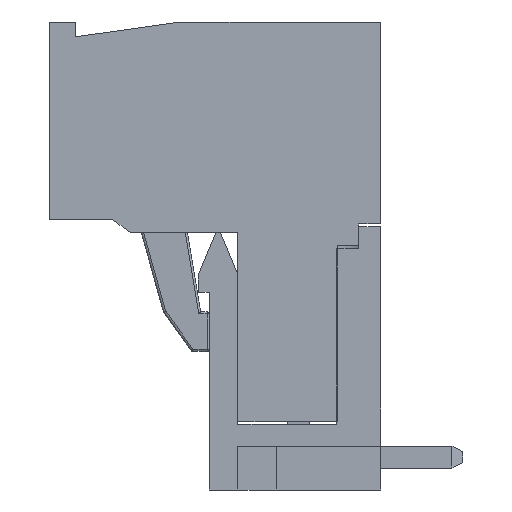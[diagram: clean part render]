
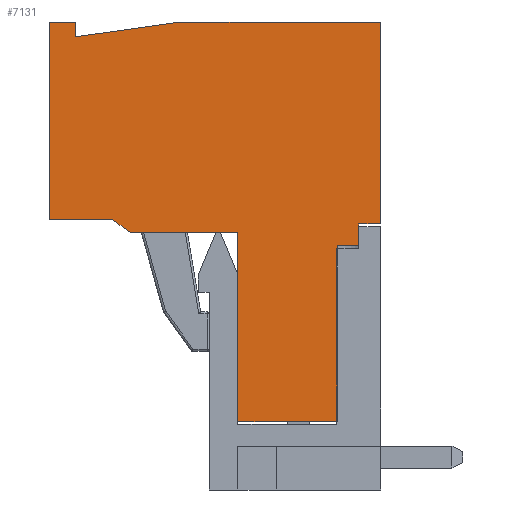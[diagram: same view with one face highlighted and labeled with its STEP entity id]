
A CAD part, left-side view. The second image highlights one B-rep face of the part: STEP entity #7131.
In plain terms, the highlighted face is planar.
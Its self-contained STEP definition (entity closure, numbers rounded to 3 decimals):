
#305=PLANE('',#7762);
#683=FACE_OUTER_BOUND('',#1083,.T.);
#1083=EDGE_LOOP('',(#5972,#5973,#5974,#5975,#5976,#5977,#5978,#5979,#5980,
#5981,#5982,#5983,#5984,#5985,#5986));
#1515=LINE('',#10776,#2366);
#1584=LINE('',#10933,#2435);
#1587=LINE('',#10940,#2438);
#1601=LINE('',#10968,#2452);
#1691=LINE('',#11206,#2542);
#1715=LINE('',#11254,#2566);
#1731=LINE('',#11282,#2582);
#1732=LINE('',#11285,#2583);
#1733=LINE('',#11287,#2584);
#1734=LINE('',#11289,#2585);
#1735=LINE('',#11290,#2586);
#1736=LINE('',#11292,#2587);
#1737=LINE('',#11293,#2588);
#1738=LINE('',#11295,#2589);
#1739=LINE('',#11296,#2590);
#2366=VECTOR('',#8724,1000.);
#2435=VECTOR('',#8833,1000.);
#2438=VECTOR('',#8838,1000.);
#2452=VECTOR('',#8854,1000.);
#2542=VECTOR('',#9112,1000.);
#2566=VECTOR('',#9152,1000.);
#2582=VECTOR('',#9174,1000.);
#2583=VECTOR('',#9177,1000.);
#2584=VECTOR('',#9178,1000.);
#2585=VECTOR('',#9179,1000.);
#2586=VECTOR('',#9180,1000.);
#2587=VECTOR('',#9181,1000.);
#2588=VECTOR('',#9182,1000.);
#2589=VECTOR('',#9183,1000.);
#2590=VECTOR('',#9184,1000.);
#3363=VERTEX_POINT('',#10770);
#3365=VERTEX_POINT('',#10774);
#3433=VERTEX_POINT('',#10931);
#3435=VERTEX_POINT('',#10937);
#3436=VERTEX_POINT('',#10939);
#3447=VERTEX_POINT('',#10962);
#3449=VERTEX_POINT('',#10966);
#3513=VERTEX_POINT('',#11204);
#3528=VERTEX_POINT('',#11251);
#3529=VERTEX_POINT('',#11253);
#3539=VERTEX_POINT('',#11284);
#3540=VERTEX_POINT('',#11286);
#3541=VERTEX_POINT('',#11288);
#3542=VERTEX_POINT('',#11291);
#3543=VERTEX_POINT('',#11294);
#4152=EDGE_CURVE('',#3363,#3365,#1515,.T.);
#4229=EDGE_CURVE('',#3365,#3433,#1584,.T.);
#4232=EDGE_CURVE('',#3436,#3435,#1587,.T.);
#4246=EDGE_CURVE('',#3447,#3449,#1601,.T.);
#4365=EDGE_CURVE('',#3433,#3513,#1691,.T.);
#4390=EDGE_CURVE('',#3529,#3528,#1715,.T.);
#4406=EDGE_CURVE('',#3528,#3436,#1731,.T.);
#4407=EDGE_CURVE('',#3539,#3513,#1732,.T.);
#4408=EDGE_CURVE('',#3540,#3539,#1733,.T.);
#4409=EDGE_CURVE('',#3540,#3541,#1734,.T.);
#4410=EDGE_CURVE('',#3541,#3447,#1735,.T.);
#4411=EDGE_CURVE('',#3449,#3542,#1736,.T.);
#4412=EDGE_CURVE('',#3542,#3529,#1737,.T.);
#4413=EDGE_CURVE('',#3435,#3543,#1738,.T.);
#4414=EDGE_CURVE('',#3543,#3363,#1739,.T.);
#5972=ORIENTED_EDGE('',*,*,#4407,.F.);
#5973=ORIENTED_EDGE('',*,*,#4408,.F.);
#5974=ORIENTED_EDGE('',*,*,#4409,.T.);
#5975=ORIENTED_EDGE('',*,*,#4410,.T.);
#5976=ORIENTED_EDGE('',*,*,#4246,.T.);
#5977=ORIENTED_EDGE('',*,*,#4411,.T.);
#5978=ORIENTED_EDGE('',*,*,#4412,.T.);
#5979=ORIENTED_EDGE('',*,*,#4390,.T.);
#5980=ORIENTED_EDGE('',*,*,#4406,.T.);
#5981=ORIENTED_EDGE('',*,*,#4232,.T.);
#5982=ORIENTED_EDGE('',*,*,#4413,.T.);
#5983=ORIENTED_EDGE('',*,*,#4414,.T.);
#5984=ORIENTED_EDGE('',*,*,#4152,.T.);
#5985=ORIENTED_EDGE('',*,*,#4229,.T.);
#5986=ORIENTED_EDGE('',*,*,#4365,.T.);
#7131=ADVANCED_FACE('',(#683),#305,.T.);
#7762=AXIS2_PLACEMENT_3D('',#11283,#9175,#9176);
#8724=DIRECTION('',(0.,0.,-1.));
#8833=DIRECTION('',(0.,-1.,0.));
#8838=DIRECTION('',(0.,-1.,0.));
#8854=DIRECTION('',(0.,1.,0.));
#9112=DIRECTION('',(0.,0.,-1.));
#9152=DIRECTION('',(0.,1.,0.));
#9174=DIRECTION('',(0.,0.,1.));
#9175=DIRECTION('center_axis',(1.,0.,0.));
#9176=DIRECTION('ref_axis',(0.,1.,0.));
#9177=DIRECTION('',(0.,-1.,0.));
#9178=DIRECTION('',(0.,0.,1.));
#9179=DIRECTION('',(0.,1.,0.));
#9180=DIRECTION('',(0.,0.,-1.));
#9181=DIRECTION('',(0.,0.,1.));
#9182=DIRECTION('',(0.,-0.139,0.99));
#9183=DIRECTION('',(0.,0.,-1.));
#9184=DIRECTION('',(0.,-0.6,-0.8));
#10770=CARTESIAN_POINT('',(5.,0.,8.15));
#10774=CARTESIAN_POINT('',(5.,0.,3.25));
#10776=CARTESIAN_POINT('',(5.,0.,11.85));
#10931=CARTESIAN_POINT('',(5.,-8.6,3.25));
#10933=CARTESIAN_POINT('',(5.,0.,3.25));
#10937=CARTESIAN_POINT('',(5.,0.6,11.85));
#10939=CARTESIAN_POINT('',(5.,9.6,11.85));
#10940=CARTESIAN_POINT('',(5.,9.6,11.85));
#10962=CARTESIAN_POINT('',(5.,0.4,-3.25));
#10966=CARTESIAN_POINT('',(5.,9.6,-3.25));
#10968=CARTESIAN_POINT('',(5.,-8.6,-3.25));
#11204=CARTESIAN_POINT('',(5.,-8.6,-1.29));
#11206=CARTESIAN_POINT('',(5.,-8.6,3.25));
#11251=CARTESIAN_POINT('',(5.,9.6,10.65));
#11253=CARTESIAN_POINT('',(5.,8.925,10.65));
#11254=CARTESIAN_POINT('',(5.,8.925,10.65));
#11282=CARTESIAN_POINT('',(5.,9.6,-3.25));
#11283=CARTESIAN_POINT('Origin',(5.,0.,0.));
#11284=CARTESIAN_POINT('',(5.,-0.6,-1.29));
#11285=CARTESIAN_POINT('',(5.,-0.6,-1.29));
#11286=CARTESIAN_POINT('',(5.,-0.6,-2.25));
#11287=CARTESIAN_POINT('',(5.,-0.6,-2.25));
#11288=CARTESIAN_POINT('',(5.,0.4,-2.25));
#11289=CARTESIAN_POINT('',(5.,-8.6,-2.25));
#11290=CARTESIAN_POINT('',(5.,0.4,-2.25));
#11291=CARTESIAN_POINT('',(5.,9.6,5.85));
#11292=CARTESIAN_POINT('',(5.,9.6,-3.25));
#11293=CARTESIAN_POINT('',(5.,9.6,5.85));
#11294=CARTESIAN_POINT('',(5.,0.6,8.95));
#11295=CARTESIAN_POINT('',(5.,0.6,11.85));
#11296=CARTESIAN_POINT('',(5.,0.6,8.95));
